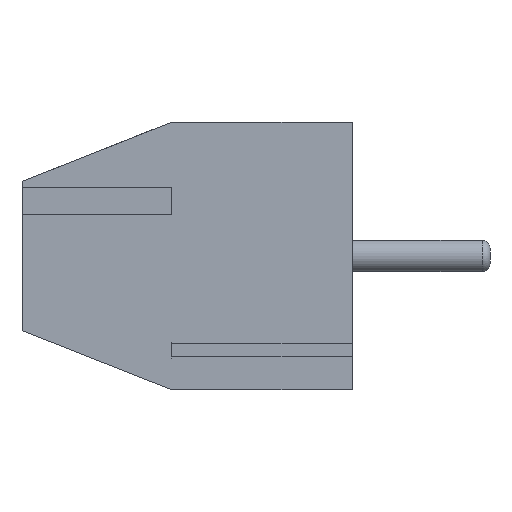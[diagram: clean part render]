
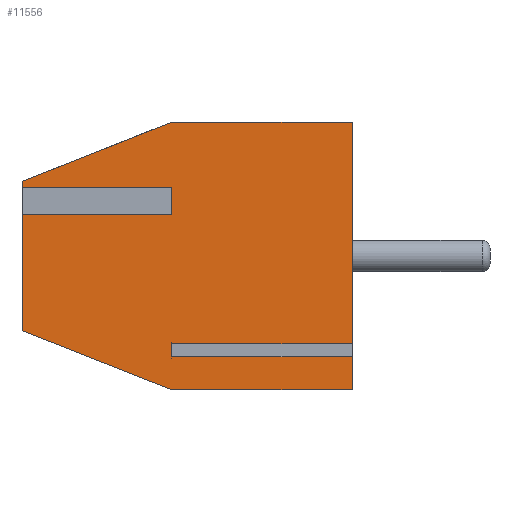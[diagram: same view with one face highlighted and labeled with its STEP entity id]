
A CAD part, left-side view. The second image highlights one B-rep face of the part: STEP entity #11556.
In plain terms, the highlighted planar face has unit normal (-1, 0, 0).
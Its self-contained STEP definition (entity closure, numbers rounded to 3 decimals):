
#116 = VERTEX_POINT ( 'NONE', #6060 ) ;
#197 = EDGE_CURVE ( 'NONE', #31948, #23849, #7061, .T. ) ;
#1107 = AXIS2_PLACEMENT_3D ( 'NONE', #11069, #16222, #31482 ) ;
#1740 = EDGE_CURVE ( 'NONE', #4454, #116, #5441, .T. ) ;
#2058 = ORIENTED_EDGE ( 'NONE', *, *, #197, .F. ) ;
#2125 = VECTOR ( 'NONE', #2137, 1000. ) ;
#2137 = DIRECTION ( 'NONE',  ( 0., -1., 0. ) ) ;
#2164 = EDGE_CURVE ( 'NONE', #3696, #7169, #25915, .T. ) ;
#2348 = ORIENTED_EDGE ( 'NONE', *, *, #2164, .F. ) ;
#2790 = CARTESIAN_POINT ( 'NONE',  ( 0., 8.4, 4.968 ) ) ;
#3627 = DIRECTION ( 'NONE',  ( 0., -1., 0. ) ) ;
#3650 = EDGE_CURVE ( 'NONE', #32210, #26466, #31666, .T. ) ;
#3696 = VERTEX_POINT ( 'NONE', #31501 ) ;
#3984 = CARTESIAN_POINT ( 'NONE',  ( 0., 8.4, 4.968 ) ) ;
#4159 = DIRECTION ( 'NONE',  ( 0., 0., 1. ) ) ;
#4454 = VERTEX_POINT ( 'NONE', #27888 ) ;
#4498 = CARTESIAN_POINT ( 'NONE',  ( 0., 8.4, 4.632 ) ) ;
#4747 = CARTESIAN_POINT ( 'NONE',  ( 0., 8.4, 1.5 ) ) ;
#4762 = CARTESIAN_POINT ( 'NONE',  ( 0., 4.6, 4.968 ) ) ;
#5106 = VECTOR ( 'NONE', #18332, 1000. ) ;
#5441 = LINE ( 'NONE', #26345, #32860 ) ;
#5770 = VECTOR ( 'NONE', #7547, 1000. ) ;
#5871 = CARTESIAN_POINT ( 'NONE',  ( 0., 4.6, 1.168 ) ) ;
#6060 = CARTESIAN_POINT ( 'NONE',  ( 0., 4.6, 1.168 ) ) ;
#6775 = ORIENTED_EDGE ( 'NONE', *, *, #16409, .T. ) ;
#7061 = LINE ( 'NONE', #27448, #21057 ) ;
#7153 = EDGE_CURVE ( 'NONE', #26206, #7169, #8389, .T. ) ;
#7169 = VERTEX_POINT ( 'NONE', #13354 ) ;
#7547 = DIRECTION ( 'NONE',  ( 0., -1., 0. ) ) ;
#7898 = CARTESIAN_POINT ( 'NONE',  ( 0., 4.6, 4.968 ) ) ;
#8238 = ORIENTED_EDGE ( 'NONE', *, *, #24513, .T. ) ;
#8389 = LINE ( 'NONE', #21745, #23510 ) ;
#9370 = ORIENTED_EDGE ( 'NONE', *, *, #26278, .T. ) ;
#9478 = CARTESIAN_POINT ( 'NONE',  ( 0., 0., 0. ) ) ;
#10043 = EDGE_CURVE ( 'NONE', #23849, #12775, #22815, .T. ) ;
#10112 = LINE ( 'NONE', #7898, #19143 ) ;
#10258 = LINE ( 'NONE', #31366, #5106 ) ;
#10410 = CARTESIAN_POINT ( 'NONE',  ( 0., 4.6, 0. ) ) ;
#10736 = FACE_OUTER_BOUND ( 'NONE', #24383, .T. ) ;
#10951 = LINE ( 'NONE', #18679, #29955 ) ;
#11069 = CARTESIAN_POINT ( 'NONE',  ( 0., 8.4, 6.8 ) ) ;
#11096 = VERTEX_POINT ( 'NONE', #3984 ) ;
#11432 = ORIENTED_EDGE ( 'NONE', *, *, #7153, .T. ) ;
#11435 = VERTEX_POINT ( 'NONE', #4762 ) ;
#11507 = VERTEX_POINT ( 'NONE', #15353 ) ;
#11556 = ADVANCED_FACE ( 'NONE', ( #10736 ), #28903, .F. ) ;
#11769 = VECTOR ( 'NONE', #14520, 1000. ) ;
#12310 = VECTOR ( 'NONE', #22085, 1000. ) ;
#12681 = DIRECTION ( 'NONE',  ( 0., 0., -1. ) ) ;
#12775 = VERTEX_POINT ( 'NONE', #13489 ) ;
#13022 = ORIENTED_EDGE ( 'NONE', *, *, #18077, .F. ) ;
#13354 = CARTESIAN_POINT ( 'NONE',  ( 0., 0., 6.8 ) ) ;
#13475 = DIRECTION ( 'NONE',  ( 0., 0., 1. ) ) ;
#13489 = CARTESIAN_POINT ( 'NONE',  ( 0., 4.6, 4.632 ) ) ;
#14520 = DIRECTION ( 'NONE',  ( 0., -1., 0. ) ) ;
#14584 = CARTESIAN_POINT ( 'NONE',  ( 0., 0., 1.168 ) ) ;
#15353 = CARTESIAN_POINT ( 'NONE',  ( 0., 8.4, 5.3 ) ) ;
#15357 = EDGE_CURVE ( 'NONE', #27921, #31948, #10258, .T. ) ;
#15933 = DIRECTION ( 'NONE',  ( 0., -0.93, 0.367 ) ) ;
#15952 = LINE ( 'NONE', #18175, #5770 ) ;
#16222 = DIRECTION ( 'NONE',  ( 1., 0., 0. ) ) ;
#16409 = EDGE_CURVE ( 'NONE', #11096, #11435, #26233, .T. ) ;
#16665 = VECTOR ( 'NONE', #33606, 1000. ) ;
#16832 = ORIENTED_EDGE ( 'NONE', *, *, #18936, .F. ) ;
#17119 = LINE ( 'NONE', #27233, #12310 ) ;
#18077 = EDGE_CURVE ( 'NONE', #4454, #26466, #27072, .T. ) ;
#18144 = EDGE_CURVE ( 'NONE', #11096, #11507, #17119, .T. ) ;
#18175 = CARTESIAN_POINT ( 'NONE',  ( 0., 8.4, 0. ) ) ;
#18332 = DIRECTION ( 'NONE',  ( 0., 0.93, 0.367 ) ) ;
#18644 = CARTESIAN_POINT ( 'NONE',  ( 0., 0., 6.8 ) ) ;
#18679 = CARTESIAN_POINT ( 'NONE',  ( 0., 8.4, 5.3 ) ) ;
#18884 = LINE ( 'NONE', #5871, #19020 ) ;
#18936 = EDGE_CURVE ( 'NONE', #11507, #3696, #10951, .T. ) ;
#19020 = VECTOR ( 'NONE', #3627, 1000. ) ;
#19143 = VECTOR ( 'NONE', #12681, 1000. ) ;
#19240 = ORIENTED_EDGE ( 'NONE', *, *, #15357, .F. ) ;
#19947 = ORIENTED_EDGE ( 'NONE', *, *, #10043, .F. ) ;
#20537 = CARTESIAN_POINT ( 'NONE',  ( 0., 0., 0.832 ) ) ;
#20577 = CARTESIAN_POINT ( 'NONE',  ( 0., 8.4, 6.8 ) ) ;
#20600 = ORIENTED_EDGE ( 'NONE', *, *, #28406, .T. ) ;
#21057 = VECTOR ( 'NONE', #4159, 1000. ) ;
#21745 = CARTESIAN_POINT ( 'NONE',  ( 0., 0., 6.8 ) ) ;
#22085 = DIRECTION ( 'NONE',  ( 0., 0., 1. ) ) ;
#22815 = LINE ( 'NONE', #4498, #2125 ) ;
#23174 = VECTOR ( 'NONE', #28752, 1000. ) ;
#23229 = ORIENTED_EDGE ( 'NONE', *, *, #18144, .F. ) ;
#23510 = VECTOR ( 'NONE', #32039, 1000. ) ;
#23849 = VERTEX_POINT ( 'NONE', #26434 ) ;
#24383 = EDGE_LOOP ( 'NONE', ( #9370, #11432, #2348, #16832, #23229, #6775, #20600, #19947, #2058, #19240, #8238, #29853, #13022, #26755 ) ) ;
#24513 = EDGE_CURVE ( 'NONE', #27921, #32210, #15952, .T. ) ;
#25915 = LINE ( 'NONE', #20577, #26977 ) ;
#26206 = VERTEX_POINT ( 'NONE', #14584 ) ;
#26233 = LINE ( 'NONE', #2790, #16665 ) ;
#26278 = EDGE_CURVE ( 'NONE', #116, #26206, #18884, .T. ) ;
#26345 = CARTESIAN_POINT ( 'NONE',  ( 0., 4.6, 0.832 ) ) ;
#26434 = CARTESIAN_POINT ( 'NONE',  ( 0., 8.4, 4.632 ) ) ;
#26466 = VERTEX_POINT ( 'NONE', #20537 ) ;
#26755 = ORIENTED_EDGE ( 'NONE', *, *, #1740, .T. ) ;
#26977 = VECTOR ( 'NONE', #31223, 1000. ) ;
#27072 = LINE ( 'NONE', #30478, #11769 ) ;
#27233 = CARTESIAN_POINT ( 'NONE',  ( 0., 8.4, 6.8 ) ) ;
#27448 = CARTESIAN_POINT ( 'NONE',  ( 0., 8.4, 6.8 ) ) ;
#27888 = CARTESIAN_POINT ( 'NONE',  ( 0., 4.6, 0.832 ) ) ;
#27921 = VERTEX_POINT ( 'NONE', #10410 ) ;
#28406 = EDGE_CURVE ( 'NONE', #11435, #12775, #10112, .T. ) ;
#28752 = DIRECTION ( 'NONE',  ( 0., 0., 1. ) ) ;
#28903 = PLANE ( 'NONE',  #1107 ) ;
#29853 = ORIENTED_EDGE ( 'NONE', *, *, #3650, .T. ) ;
#29955 = VECTOR ( 'NONE', #15933, 1000. ) ;
#30478 = CARTESIAN_POINT ( 'NONE',  ( 0., 4.6, 0.832 ) ) ;
#31223 = DIRECTION ( 'NONE',  ( 0., -1., 0. ) ) ;
#31366 = CARTESIAN_POINT ( 'NONE',  ( 0., 8.4, 1.5 ) ) ;
#31482 = DIRECTION ( 'NONE',  ( 0., 0., -1. ) ) ;
#31501 = CARTESIAN_POINT ( 'NONE',  ( 0., 4.6, 6.8 ) ) ;
#31666 = LINE ( 'NONE', #18644, #23174 ) ;
#31948 = VERTEX_POINT ( 'NONE', #4747 ) ;
#32039 = DIRECTION ( 'NONE',  ( 0., 0., 1. ) ) ;
#32210 = VERTEX_POINT ( 'NONE', #9478 ) ;
#32860 = VECTOR ( 'NONE', #13475, 1000. ) ;
#33606 = DIRECTION ( 'NONE',  ( 0., -1., 0. ) ) ;
